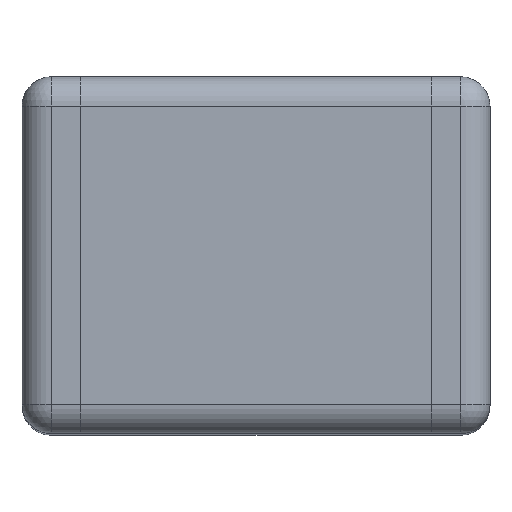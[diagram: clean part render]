
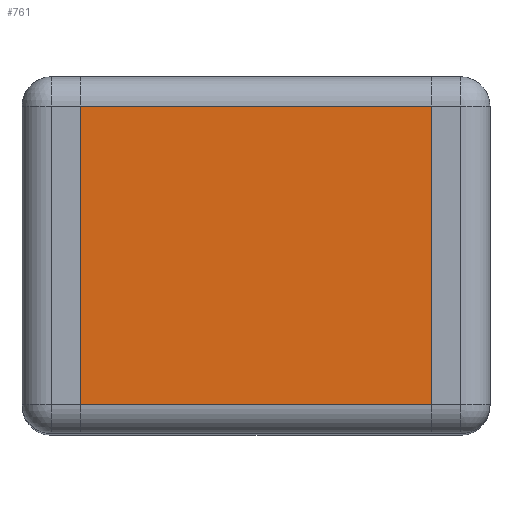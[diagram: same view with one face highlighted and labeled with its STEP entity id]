
A CAD part, top view. The second image highlights one B-rep face of the part: STEP entity #761.
In plain terms, the highlighted planar face has unit normal (0, 0, 1).
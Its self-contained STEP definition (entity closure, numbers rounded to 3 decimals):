
#181 = FACE_OUTER_BOUND ( 'NONE', #762, .T. ) ;
#206 = DIRECTION ( 'NONE',  ( -1., 0., 0. ) ) ;
#207 = VECTOR ( 'NONE', #206, 1000. ) ;
#208 = CARTESIAN_POINT ( 'NONE',  ( -0.4, 0.56, 0.8 ) ) ;
#209 = LINE ( 'NONE', #208, #207 ) ;
#210 = DIRECTION ( 'NONE',  ( -1., 0., 0. ) ) ;
#211 = DIRECTION ( 'NONE',  ( 0., 0., -1. ) ) ;
#212 = CARTESIAN_POINT ( 'NONE',  ( -0.4, 0.61, 0.8 ) ) ;
#213 = AXIS2_PLACEMENT_3D ( 'NONE', #212, #211, #210 ) ;
#214 = PLANE ( 'NONE',  #213 ) ;
#569 = EDGE_CURVE ( 'NONE', #600, #570, #1208, .T. ) ;
#570 = VERTEX_POINT ( 'NONE', #1204 ) ;
#598 = VERTEX_POINT ( 'NONE', #1298 ) ;
#600 = VERTEX_POINT ( 'NONE', #1296 ) ;
#630 = EDGE_CURVE ( 'NONE', #631, #598, #1404, .T. ) ;
#631 = VERTEX_POINT ( 'NONE', #1400 ) ;
#688 = ORIENTED_EDGE ( 'NONE', *, *, #569, .T. ) ;
#689 = ORIENTED_EDGE ( 'NONE', *, *, #690, .T. ) ;
#690 = EDGE_CURVE ( 'NONE', #570, #631, #1634, .T. ) ;
#691 = ORIENTED_EDGE ( 'NONE', *, *, #630, .T. ) ;
#761 = ADVANCED_FACE ( 'NONE', ( #181 ), #214, .F. ) ;
#762 = EDGE_LOOP ( 'NONE', ( #763, #688, #689, #691 ) ) ;
#763 = ORIENTED_EDGE ( 'NONE', *, *, #764, .T. ) ;
#764 = EDGE_CURVE ( 'NONE', #598, #600, #209, .T. ) ;
#1204 = CARTESIAN_POINT ( 'NONE',  ( -0.3, 0.05, 0.8 ) ) ;
#1205 = DIRECTION ( 'NONE',  ( 0., -1., 0. ) ) ;
#1206 = VECTOR ( 'NONE', #1205, 1000. ) ;
#1207 = CARTESIAN_POINT ( 'NONE',  ( -0.3, 0.61, 0.8 ) ) ;
#1208 = LINE ( 'NONE', #1207, #1206 ) ;
#1296 = CARTESIAN_POINT ( 'NONE',  ( -0.3, 0.56, 0.8 ) ) ;
#1298 = CARTESIAN_POINT ( 'NONE',  ( 0.3, 0.56, 0.8 ) ) ;
#1400 = CARTESIAN_POINT ( 'NONE',  ( 0.3, 0.05, 0.8 ) ) ;
#1401 = DIRECTION ( 'NONE',  ( 0., 1., 0. ) ) ;
#1402 = VECTOR ( 'NONE', #1401, 1000. ) ;
#1403 = CARTESIAN_POINT ( 'NONE',  ( 0.3, 0.61, 0.8 ) ) ;
#1404 = LINE ( 'NONE', #1403, #1402 ) ;
#1631 = DIRECTION ( 'NONE',  ( 1., 0., 0. ) ) ;
#1632 = VECTOR ( 'NONE', #1631, 1000. ) ;
#1633 = CARTESIAN_POINT ( 'NONE',  ( 0.4, 0.05, 0.8 ) ) ;
#1634 = LINE ( 'NONE', #1633, #1632 ) ;
